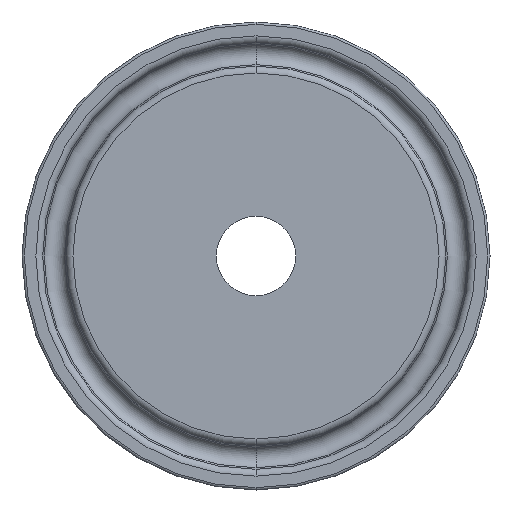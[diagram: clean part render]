
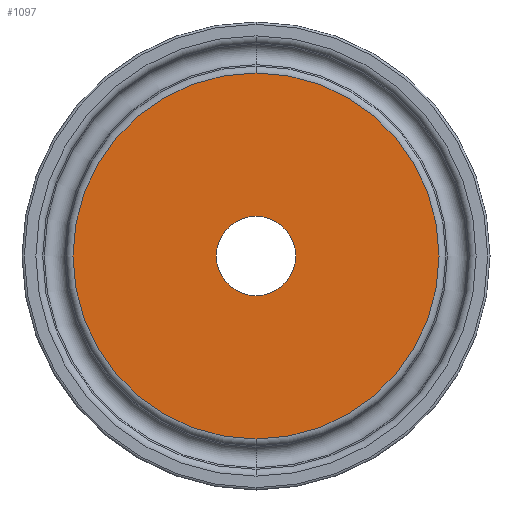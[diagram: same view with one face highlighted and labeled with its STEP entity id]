
A CAD part, front view. The second image highlights one B-rep face of the part: STEP entity #1097.
In plain terms, the highlighted planar face has unit normal (0, -1, 0).
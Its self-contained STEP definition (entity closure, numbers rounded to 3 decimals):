
#6 = EDGE_CURVE ( 'NONE', #651, #52, #64, .T. ) ;
#18 = DIRECTION ( 'NONE',  ( 0., 0., 1. ) ) ;
#52 = VERTEX_POINT ( 'NONE', #423 ) ;
#64 = CIRCLE ( 'NONE', #1243, 19.747 ) ;
#79 = DIRECTION ( 'NONE',  ( 0., 1., 0. ) ) ;
#81 = CARTESIAN_POINT ( 'NONE',  ( 0., 0., -19.747 ) ) ;
#91 = DIRECTION ( 'NONE',  ( 0., 0., 1. ) ) ;
#98 = FACE_BOUND ( 'NONE', #156, .T. ) ;
#104 = PLANE ( 'NONE',  #920 ) ;
#128 = AXIS2_PLACEMENT_3D ( 'NONE', #487, #606, #1305 ) ;
#155 = EDGE_CURVE ( 'NONE', #52, #651, #492, .T. ) ;
#156 = EDGE_LOOP ( 'NONE', ( #1322, #876 ) ) ;
#227 = CARTESIAN_POINT ( 'NONE',  ( 0., 0., -4.283 ) ) ;
#335 = DIRECTION ( 'NONE',  ( 0., 0., 1. ) ) ;
#336 = DIRECTION ( 'NONE',  ( 0., 1., 0. ) ) ;
#373 = DIRECTION ( 'NONE',  ( 0., 0., 1. ) ) ;
#382 = CARTESIAN_POINT ( 'NONE',  ( 0., 0., 0. ) ) ;
#416 = DIRECTION ( 'NONE',  ( 0., -1., 0. ) ) ;
#422 = EDGE_CURVE ( 'NONE', #970, #666, #537, .T. ) ;
#423 = CARTESIAN_POINT ( 'NONE',  ( 0., 0., 19.747 ) ) ;
#435 = CIRCLE ( 'NONE', #128, 4.283 ) ;
#487 = CARTESIAN_POINT ( 'NONE',  ( 0., 0., 0. ) ) ;
#492 = CIRCLE ( 'NONE', #599, 19.747 ) ;
#520 = CARTESIAN_POINT ( 'NONE',  ( 0., 0., 0. ) ) ;
#537 = CIRCLE ( 'NONE', #1292, 4.283 ) ;
#599 = AXIS2_PLACEMENT_3D ( 'NONE', #520, #416, #335 ) ;
#606 = DIRECTION ( 'NONE',  ( 0., 1., 0. ) ) ;
#626 = CARTESIAN_POINT ( 'NONE',  ( 4.283, 0., 0. ) ) ;
#637 = EDGE_LOOP ( 'NONE', ( #1147, #1175 ) ) ;
#651 = VERTEX_POINT ( 'NONE', #81 ) ;
#666 = VERTEX_POINT ( 'NONE', #888 ) ;
#876 = ORIENTED_EDGE ( 'NONE', *, *, #422, .T. ) ;
#888 = CARTESIAN_POINT ( 'NONE',  ( 0., 0., 4.283 ) ) ;
#890 = CARTESIAN_POINT ( 'NONE',  ( 0., 0., 0. ) ) ;
#920 = AXIS2_PLACEMENT_3D ( 'NONE', #626, #336, #18 ) ;
#970 = VERTEX_POINT ( 'NONE', #227 ) ;
#1012 = DIRECTION ( 'NONE',  ( 0., -1., 0. ) ) ;
#1097 = ADVANCED_FACE ( 'NONE', ( #1262, #98 ), #104, .F. ) ;
#1147 = ORIENTED_EDGE ( 'NONE', *, *, #155, .T. ) ;
#1175 = ORIENTED_EDGE ( 'NONE', *, *, #6, .T. ) ;
#1229 = EDGE_CURVE ( 'NONE', #666, #970, #435, .T. ) ;
#1243 = AXIS2_PLACEMENT_3D ( 'NONE', #382, #1012, #91 ) ;
#1262 = FACE_OUTER_BOUND ( 'NONE', #637, .T. ) ;
#1292 = AXIS2_PLACEMENT_3D ( 'NONE', #890, #79, #373 ) ;
#1305 = DIRECTION ( 'NONE',  ( 0., 0., 1. ) ) ;
#1322 = ORIENTED_EDGE ( 'NONE', *, *, #1229, .T. ) ;
